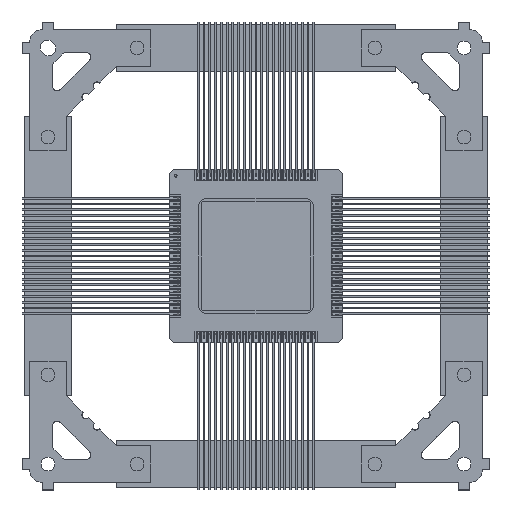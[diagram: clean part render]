
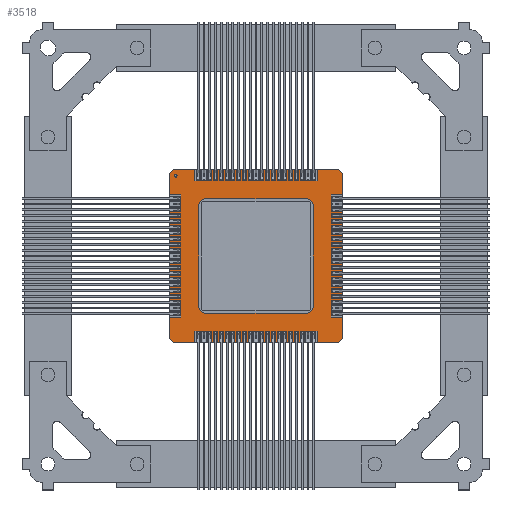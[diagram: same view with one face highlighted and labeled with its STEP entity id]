
A CAD part, top view. The second image highlights one B-rep face of the part: STEP entity #3518.
In plain terms, the highlighted face is planar.
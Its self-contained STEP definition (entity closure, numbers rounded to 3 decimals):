
#3035=DIRECTION('',(0.,0.,1.));
#3036=VECTOR('',#3035,18.03);
#3037=CARTESIAN_POINT('',(-9.525,0.842,-9.015));
#3038=LINE('',#3037,#3036);
#3042=DIRECTION('',(-0.707,0.,0.707));
#3043=VECTOR('',#3042,0.721);
#3044=CARTESIAN_POINT('',(-9.015,0.842,-9.525));
#3045=LINE('',#3044,#3043);
#3049=DIRECTION('',(-1.,0.,0.));
#3050=VECTOR('',#3049,18.03);
#3051=CARTESIAN_POINT('',(9.015,0.842,-9.525));
#3052=LINE('',#3051,#3050);
#3056=DIRECTION('',(-0.707,0.,-0.707));
#3057=VECTOR('',#3056,0.721);
#3058=CARTESIAN_POINT('',(9.525,0.842,-9.015));
#3059=LINE('',#3058,#3057);
#3063=DIRECTION('',(0.,0.,-1.));
#3064=VECTOR('',#3063,18.03);
#3065=CARTESIAN_POINT('',(9.525,0.842,9.015));
#3066=LINE('',#3065,#3064);
#3070=DIRECTION('',(0.707,0.,-0.707));
#3071=VECTOR('',#3070,0.721);
#3072=CARTESIAN_POINT('',(9.015,0.842,9.525));
#3073=LINE('',#3072,#3071);
#3077=DIRECTION('',(1.,0.,0.));
#3078=VECTOR('',#3077,18.03);
#3079=CARTESIAN_POINT('',(-9.015,0.842,9.525));
#3080=LINE('',#3079,#3078);
#3084=DIRECTION('',(0.707,0.,0.707));
#3085=VECTOR('',#3084,0.721);
#3086=CARTESIAN_POINT('',(-9.525,0.842,9.015));
#3087=LINE('',#3086,#3085);
#3091=DIRECTION('',(0.,0.,1.));
#3092=VECTOR('',#3091,9.484);
#3093=CARTESIAN_POINT('',(-5.25,0.842,-4.742));
#3094=LINE('',#3093,#3092);
#3098=CARTESIAN_POINT('',(-4.742,0.842,4.742));
#3099=DIRECTION('',(0.,1.,0.));
#3100=DIRECTION('',(-1.,0.,0.));
#3101=AXIS2_PLACEMENT_3D('',#3098,#3099,#3100);
#3106=DIRECTION('',(1.,0.,0.));
#3107=VECTOR('',#3106,9.484);
#3108=CARTESIAN_POINT('',(-4.742,0.842,5.25));
#3109=LINE('',#3108,#3107);
#3113=CARTESIAN_POINT('',(4.742,0.842,4.742));
#3114=DIRECTION('',(0.,1.,0.));
#3115=DIRECTION('',(0.,0.,1.));
#3116=AXIS2_PLACEMENT_3D('',#3113,#3114,#3115);
#3121=DIRECTION('',(0.,0.,-1.));
#3122=VECTOR('',#3121,9.484);
#3123=CARTESIAN_POINT('',(5.25,0.842,4.742));
#3124=LINE('',#3123,#3122);
#3128=CARTESIAN_POINT('',(4.742,0.842,-4.742));
#3129=DIRECTION('',(0.,1.,0.));
#3130=DIRECTION('',(1.,0.,0.));
#3131=AXIS2_PLACEMENT_3D('',#3128,#3129,#3130);
#3136=DIRECTION('',(-1.,0.,0.));
#3137=VECTOR('',#3136,9.484);
#3138=CARTESIAN_POINT('',(4.742,0.842,-5.25));
#3139=LINE('',#3138,#3137);
#3143=CARTESIAN_POINT('',(-4.742,0.842,-4.742));
#3144=DIRECTION('',(0.,1.,0.));
#3145=DIRECTION('',(0.,0.,-1.));
#3146=AXIS2_PLACEMENT_3D('',#3143,#3144,#3145);
#3151=CARTESIAN_POINT('',(-8.827,0.842,-8.827));
#3152=DIRECTION('',(0.,1.,0.));
#3153=DIRECTION('',(1.,0.,0.));
#3154=AXIS2_PLACEMENT_3D('',#3151,#3152,#3153);
#3159=CARTESIAN_POINT('',(-8.827,0.842,-8.827));
#3160=DIRECTION('',(0.,1.,0.));
#3161=DIRECTION('',(-1.,0.,0.));
#3162=AXIS2_PLACEMENT_3D('',#3159,#3160,#3161);
#3269=CARTESIAN_POINT('',(-9.525,0.842,-9.015));
#3270=CARTESIAN_POINT('',(-9.525,0.842,9.015));
#3271=VERTEX_POINT('',#3269);
#3272=VERTEX_POINT('',#3270);
#3273=CARTESIAN_POINT('',(-9.015,0.842,9.525));
#3274=VERTEX_POINT('',#3273);
#3275=CARTESIAN_POINT('',(9.015,0.842,9.525));
#3276=VERTEX_POINT('',#3275);
#3277=CARTESIAN_POINT('',(9.525,0.842,9.015));
#3278=VERTEX_POINT('',#3277);
#3279=CARTESIAN_POINT('',(9.525,0.842,-9.015));
#3280=VERTEX_POINT('',#3279);
#3281=CARTESIAN_POINT('',(9.015,0.842,-9.525));
#3282=CARTESIAN_POINT('',(-9.015,0.842,-9.525));
#3283=VERTEX_POINT('',#3281);
#3284=VERTEX_POINT('',#3282);
#3301=CARTESIAN_POINT('',(-5.25,0.842,-4.742));
#3302=CARTESIAN_POINT('',(-5.25,0.842,4.742));
#3303=VERTEX_POINT('',#3301);
#3304=VERTEX_POINT('',#3302);
#3305=CARTESIAN_POINT('',(-4.742,0.842,5.25));
#3306=VERTEX_POINT('',#3305);
#3307=CARTESIAN_POINT('',(4.742,0.842,5.25));
#3308=VERTEX_POINT('',#3307);
#3309=CARTESIAN_POINT('',(5.25,0.842,4.742));
#3310=VERTEX_POINT('',#3309);
#3311=CARTESIAN_POINT('',(5.25,0.842,-4.742));
#3312=VERTEX_POINT('',#3311);
#3313=CARTESIAN_POINT('',(4.742,0.842,-5.25));
#3314=VERTEX_POINT('',#3313);
#3315=CARTESIAN_POINT('',(-4.742,0.842,-5.25));
#3316=VERTEX_POINT('',#3315);
#3321=CARTESIAN_POINT('',(-8.677,0.842,-8.827));
#3322=CARTESIAN_POINT('',(-8.977,0.842,-8.827));
#3323=VERTEX_POINT('',#3321);
#3324=VERTEX_POINT('',#3322);
#3479=CARTESIAN_POINT('',(0.,0.842,0.));
#3480=DIRECTION('',(0.,1.,0.));
#3481=DIRECTION('',(1.,0.,0.));
#3482=AXIS2_PLACEMENT_3D('',#3479,#3480,#3481);
#3483=PLANE('',#3482);
#3484=ORIENTED_EDGE('',*,*,#3375,.F.);
#3485=ORIENTED_EDGE('',*,*,#3390,.F.);
#3486=ORIENTED_EDGE('',*,*,#3404,.F.);
#3487=ORIENTED_EDGE('',*,*,#3418,.F.);
#3488=ORIENTED_EDGE('',*,*,#3432,.F.);
#3489=ORIENTED_EDGE('',*,*,#3446,.F.);
#3490=ORIENTED_EDGE('',*,*,#3460,.F.);
#3491=ORIENTED_EDGE('',*,*,#3473,.F.);
#3492=EDGE_LOOP('',(#3484,#3485,#3486,#3487,#3488,#3489,#3490,#3491));
#3493=FACE_OUTER_BOUND('',#3492,.F.);
#3495=ORIENTED_EDGE('',*,*,#3494,.T.);
#3497=ORIENTED_EDGE('',*,*,#3496,.T.);
#3499=ORIENTED_EDGE('',*,*,#3498,.T.);
#3501=ORIENTED_EDGE('',*,*,#3500,.T.);
#3503=ORIENTED_EDGE('',*,*,#3502,.T.);
#3505=ORIENTED_EDGE('',*,*,#3504,.T.);
#3507=ORIENTED_EDGE('',*,*,#3506,.T.);
#3509=ORIENTED_EDGE('',*,*,#3508,.T.);
#3510=EDGE_LOOP('',(#3495,#3497,#3499,#3501,#3503,#3505,#3507,#3509));
#3511=FACE_BOUND('',#3510,.F.);
#3513=ORIENTED_EDGE('',*,*,#3512,.T.);
#3515=ORIENTED_EDGE('',*,*,#3514,.T.);
#3516=EDGE_LOOP('',(#3513,#3515));
#3517=FACE_BOUND('',#3516,.F.);
#3102=CIRCLE('',#3101,0.508);
#3117=CIRCLE('',#3116,0.508);
#3132=CIRCLE('',#3131,0.508);
#3147=CIRCLE('',#3146,0.508);
#3155=CIRCLE('',#3154,0.15);
#3163=CIRCLE('',#3162,0.15);
#3375=EDGE_CURVE('',#3271,#3272,#3038,.T.);
#3390=EDGE_CURVE('',#3284,#3271,#3045,.T.);
#3404=EDGE_CURVE('',#3283,#3284,#3052,.T.);
#3418=EDGE_CURVE('',#3280,#3283,#3059,.T.);
#3432=EDGE_CURVE('',#3278,#3280,#3066,.T.);
#3446=EDGE_CURVE('',#3276,#3278,#3073,.T.);
#3460=EDGE_CURVE('',#3274,#3276,#3080,.T.);
#3473=EDGE_CURVE('',#3272,#3274,#3087,.T.);
#3494=EDGE_CURVE('',#3303,#3304,#3094,.T.);
#3496=EDGE_CURVE('',#3304,#3306,#3102,.T.);
#3498=EDGE_CURVE('',#3306,#3308,#3109,.T.);
#3500=EDGE_CURVE('',#3308,#3310,#3117,.T.);
#3502=EDGE_CURVE('',#3310,#3312,#3124,.T.);
#3504=EDGE_CURVE('',#3312,#3314,#3132,.T.);
#3506=EDGE_CURVE('',#3314,#3316,#3139,.T.);
#3508=EDGE_CURVE('',#3316,#3303,#3147,.T.);
#3512=EDGE_CURVE('',#3323,#3324,#3155,.T.);
#3514=EDGE_CURVE('',#3324,#3323,#3163,.T.);
#3518=ADVANCED_FACE('',(#3493,#3511,#3517),#3483,.T.);
